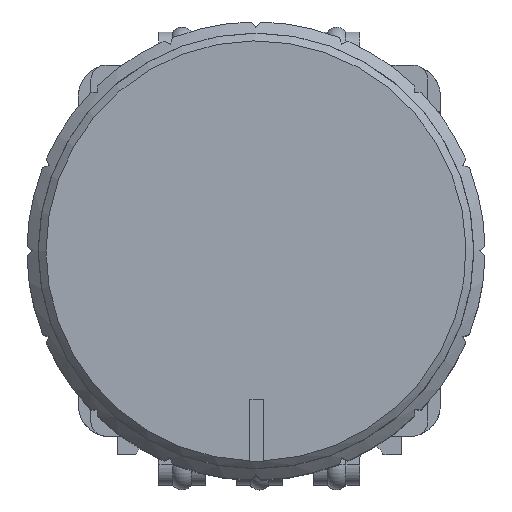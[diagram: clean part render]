
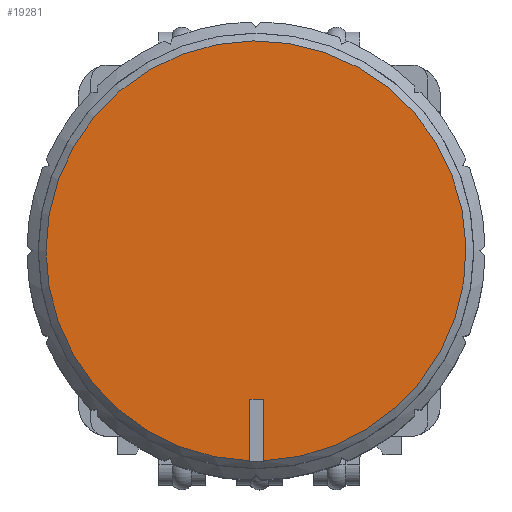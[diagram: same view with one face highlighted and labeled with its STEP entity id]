
A CAD part, top view. The second image highlights one B-rep face of the part: STEP entity #19281.
In plain terms, the highlighted planar face has unit normal (0, 0, 1).
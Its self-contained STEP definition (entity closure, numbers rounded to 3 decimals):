
#19123 = VERTEX_POINT('',#19124);
#19124 = CARTESIAN_POINT('',(1.8,-4.27,30.6));
#19142 = VERTEX_POINT('',#19143);
#19143 = CARTESIAN_POINT('',(1.35,-4.272,30.6));
#19149 = EDGE_CURVE('',#19142,#19150,#19152,.T.);
#19150 = VERTEX_POINT('',#19151);
#19151 = CARTESIAN_POINT('',(-5.24,2.515,30.6));
#19152 = CIRCLE('',#19153,6.79);
#19153 = AXIS2_PLACEMENT_3D('',#19154,#19155,#19156);
#19154 = CARTESIAN_POINT('',(1.55,2.515,30.6));
#19155 = DIRECTION('',(0.,0.,-1.));
#19156 = DIRECTION('',(1.,0.,0.));
#19174 = EDGE_CURVE('',#19150,#19123,#19175,.T.);
#19175 = CIRCLE('',#19176,6.79);
#19176 = AXIS2_PLACEMENT_3D('',#19177,#19178,#19179);
#19177 = CARTESIAN_POINT('',(1.55,2.515,30.6));
#19178 = DIRECTION('',(0.,0.,-1.));
#19179 = DIRECTION('',(1.,0.,0.));
#19189 = EDGE_CURVE('',#19190,#19123,#19192,.T.);
#19190 = VERTEX_POINT('',#19191);
#19191 = CARTESIAN_POINT('',(1.8,-2.275,30.6));
#19192 = LINE('',#19193,#19194);
#19193 = CARTESIAN_POINT('',(1.8,0.12,30.6));
#19194 = VECTOR('',#19195,1.);
#19195 = DIRECTION('',(0.,-1.,0.));
#19220 = EDGE_CURVE('',#19221,#19190,#19223,.T.);
#19221 = VERTEX_POINT('',#19222);
#19222 = CARTESIAN_POINT('',(1.35,-2.275,30.6));
#19223 = LINE('',#19224,#19225);
#19224 = CARTESIAN_POINT('',(1.45,-2.275,30.6));
#19225 = VECTOR('',#19226,1.);
#19226 = DIRECTION('',(1.,0.,0.));
#19251 = EDGE_CURVE('',#19142,#19221,#19252,.T.);
#19252 = LINE('',#19253,#19254);
#19253 = CARTESIAN_POINT('',(1.35,-0.879,30.6));
#19254 = VECTOR('',#19255,1.);
#19255 = DIRECTION('',(0.,1.,0.));
#19281 = ADVANCED_FACE('',(#19282),#19289,.T.);
#19282 = FACE_BOUND('',#19283,.T.);
#19283 = EDGE_LOOP('',(#19284,#19285,#19286,#19287,#19288));
#19284 = ORIENTED_EDGE('',*,*,#19251,.T.);
#19285 = ORIENTED_EDGE('',*,*,#19220,.T.);
#19286 = ORIENTED_EDGE('',*,*,#19189,.T.);
#19287 = ORIENTED_EDGE('',*,*,#19174,.F.);
#19288 = ORIENTED_EDGE('',*,*,#19149,.F.);
#19289 = PLANE('',#19290);
#19290 = AXIS2_PLACEMENT_3D('',#19291,#19292,#19293);
#19291 = CARTESIAN_POINT('',(1.55,2.515,30.6));
#19292 = DIRECTION('',(0.,0.,1.));
#19293 = DIRECTION('',(-1.,0.,0.));
